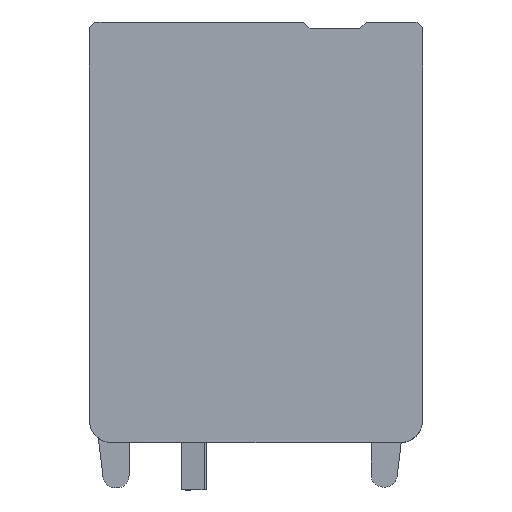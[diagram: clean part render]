
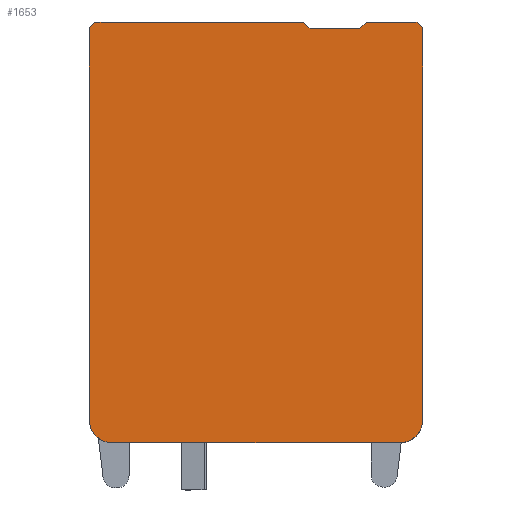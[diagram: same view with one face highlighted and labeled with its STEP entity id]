
A CAD part, left-side view. The second image highlights one B-rep face of the part: STEP entity #1653.
In plain terms, the highlighted planar face has unit normal (-1, 0, 0).
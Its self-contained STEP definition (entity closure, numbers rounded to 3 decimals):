
#1565=AXIS2_PLACEMENT_3D('Plane Axis2P3D',#1562,#1563,#1564) ;
#826=CARTESIAN_POINT('Vertex',(0.,42.,6.4)) ;
#842=CARTESIAN_POINT('Vertex',(0.,3.,6.4)) ;
#845=CARTESIAN_POINT('Line Origine',(0.,22.5,6.4)) ;
#882=CARTESIAN_POINT('Vertex',(0.,0.,9.4)) ;
#886=CARTESIAN_POINT('Control Point',(0.,0.,9.4)) ;
#887=CARTESIAN_POINT('Control Point',(0.,0.,8.458)) ;
#888=CARTESIAN_POINT('Control Point',(0.,0.369,7.514)) ;
#889=CARTESIAN_POINT('Control Point',(0.,1.114,6.769)) ;
#890=CARTESIAN_POINT('Control Point',(0.,2.058,6.4)) ;
#891=CARTESIAN_POINT('Control Point',(0.,3.,6.4)) ;
#906=CARTESIAN_POINT('Line Origine',(0.,0.,31.288)) ;
#910=CARTESIAN_POINT('Vertex',(0.,0.,53.177)) ;
#938=CARTESIAN_POINT('Vertex',(0.,0.,62.47)) ;
#941=CARTESIAN_POINT('Line Origine',(0.,0.,57.823)) ;
#973=CARTESIAN_POINT('Vertex',(0.,0.75,63.22)) ;
#976=CARTESIAN_POINT('Line Origine',(0.,0.375,62.845)) ;
#1562=CARTESIAN_POINT('Axis2P3D Location',(0.,44.,6.4)) ;
#1568=CARTESIAN_POINT('Control Point',(0.,45.,53.177)) ;
#1569=CARTESIAN_POINT('Control Point',(0.,45.,44.421)) ;
#1570=CARTESIAN_POINT('Control Point',(0.,45.,35.666)) ;
#1571=CARTESIAN_POINT('Control Point',(0.,45.,26.911)) ;
#1572=CARTESIAN_POINT('Control Point',(0.,45.,18.155)) ;
#1573=CARTESIAN_POINT('Control Point',(0.,45.,9.4)) ;
#1574=CARTESIAN_POINT('Vertex',(0.,45.,53.177)) ;
#1576=CARTESIAN_POINT('Vertex',(0.,45.,9.4)) ;
#1580=CARTESIAN_POINT('Control Point',(0.,45.,9.4)) ;
#1581=CARTESIAN_POINT('Control Point',(0.,45.,8.458)) ;
#1582=CARTESIAN_POINT('Control Point',(0.,44.631,7.514)) ;
#1583=CARTESIAN_POINT('Control Point',(0.,43.886,6.769)) ;
#1584=CARTESIAN_POINT('Control Point',(0.,42.942,6.4)) ;
#1585=CARTESIAN_POINT('Control Point',(0.,42.,6.4)) ;
#1587=CARTESIAN_POINT('Line Origine',(0.,4.175,63.22)) ;
#1591=CARTESIAN_POINT('Vertex',(0.,7.6,63.22)) ;
#1594=CARTESIAN_POINT('Line Origine',(0.,8.05,62.77)) ;
#1598=CARTESIAN_POINT('Vertex',(0.,8.5,62.32)) ;
#1601=CARTESIAN_POINT('Line Origine',(0.,11.85,62.32)) ;
#1605=CARTESIAN_POINT('Vertex',(0.,15.2,62.32)) ;
#1608=CARTESIAN_POINT('Line Origine',(0.,15.65,62.77)) ;
#1612=CARTESIAN_POINT('Vertex',(0.,16.1,63.22)) ;
#1615=CARTESIAN_POINT('Line Origine',(0.,30.175,63.22)) ;
#1619=CARTESIAN_POINT('Vertex',(0.,44.25,63.22)) ;
#1622=CARTESIAN_POINT('Line Origine',(0.,44.625,62.845)) ;
#1626=CARTESIAN_POINT('Vertex',(0.,45.,62.47)) ;
#1630=CARTESIAN_POINT('Control Point',(0.,45.,62.47)) ;
#1631=CARTESIAN_POINT('Control Point',(0.,45.,60.611)) ;
#1632=CARTESIAN_POINT('Control Point',(0.,45.,58.753)) ;
#1633=CARTESIAN_POINT('Control Point',(0.,45.,56.894)) ;
#1634=CARTESIAN_POINT('Control Point',(0.,45.,55.035)) ;
#1635=CARTESIAN_POINT('Control Point',(0.,45.,53.177)) ;
#846=DIRECTION('Vector Direction',(0.,-1.,0.)) ;
#907=DIRECTION('Vector Direction',(0.,0.,1.)) ;
#942=DIRECTION('Vector Direction',(0.,0.,1.)) ;
#977=DIRECTION('Vector Direction',(0.,-0.707,-0.707)) ;
#1563=DIRECTION('Axis2P3D Direction',(-1.,0.,0.)) ;
#1564=DIRECTION('Axis2P3D XDirection',(0.,1.,0.)) ;
#1588=DIRECTION('Vector Direction',(0.,1.,0.)) ;
#1595=DIRECTION('Vector Direction',(0.,0.707,-0.707)) ;
#1602=DIRECTION('Vector Direction',(0.,1.,0.)) ;
#1609=DIRECTION('Vector Direction',(0.,0.707,0.707)) ;
#1616=DIRECTION('Vector Direction',(0.,1.,0.)) ;
#1623=DIRECTION('Vector Direction',(0.,-0.707,0.707)) ;
#847=VECTOR('Line Direction',#846,1.) ;
#908=VECTOR('Line Direction',#907,1.) ;
#943=VECTOR('Line Direction',#942,1.) ;
#978=VECTOR('Line Direction',#977,1.) ;
#1589=VECTOR('Line Direction',#1588,1.) ;
#1596=VECTOR('Line Direction',#1595,1.) ;
#1603=VECTOR('Line Direction',#1602,1.) ;
#1610=VECTOR('Line Direction',#1609,1.) ;
#1617=VECTOR('Line Direction',#1616,1.) ;
#1624=VECTOR('Line Direction',#1623,1.) ;
#1638=ORIENTED_EDGE('',*,*,#1578,.T.) ;
#1639=ORIENTED_EDGE('',*,*,#1586,.T.) ;
#1640=ORIENTED_EDGE('',*,*,#849,.T.) ;
#1641=ORIENTED_EDGE('',*,*,#892,.T.) ;
#1642=ORIENTED_EDGE('',*,*,#912,.T.) ;
#1643=ORIENTED_EDGE('',*,*,#945,.T.) ;
#1644=ORIENTED_EDGE('',*,*,#980,.F.) ;
#1645=ORIENTED_EDGE('',*,*,#1593,.T.) ;
#1646=ORIENTED_EDGE('',*,*,#1600,.T.) ;
#1647=ORIENTED_EDGE('',*,*,#1607,.T.) ;
#1648=ORIENTED_EDGE('',*,*,#1614,.T.) ;
#1649=ORIENTED_EDGE('',*,*,#1621,.T.) ;
#1650=ORIENTED_EDGE('',*,*,#1628,.F.) ;
#1651=ORIENTED_EDGE('',*,*,#1636,.T.) ;
#1653=ADVANCED_FACE('ABLEITER',(#1652),#1566,.T.) ;
#885=B_SPLINE_CURVE_WITH_KNOTS('',5,(#886,#887,#888,#889,#890,#891),.UNSPECIFIED.,.F.,.U.,(6,6),(158.979,163.692),.UNSPECIFIED.) ;
#1567=B_SPLINE_CURVE_WITH_KNOTS('',5,(#1568,#1569,#1570,#1571,#1572,#1573),.UNSPECIFIED.,.F.,.U.,(6,6),(10.173,53.95),.UNSPECIFIED.) ;
#1579=B_SPLINE_CURVE_WITH_KNOTS('',5,(#1580,#1581,#1582,#1583,#1584,#1585),.UNSPECIFIED.,.F.,.U.,(6,6),(0.,4.965),.UNSPECIFIED.) ;
#1629=B_SPLINE_CURVE_WITH_KNOTS('',5,(#1630,#1631,#1632,#1633,#1634,#1635),.UNSPECIFIED.,.F.,.U.,(6,6),(0.65,9.943),.UNSPECIFIED.) ;
#849=EDGE_CURVE('',#827,#843,#848,.T.) ;
#892=EDGE_CURVE('',#843,#883,#885,.F.) ;
#912=EDGE_CURVE('',#883,#911,#909,.T.) ;
#945=EDGE_CURVE('',#911,#939,#944,.T.) ;
#980=EDGE_CURVE('',#974,#939,#979,.T.) ;
#1578=EDGE_CURVE('',#1575,#1577,#1567,.T.) ;
#1586=EDGE_CURVE('',#1577,#827,#1579,.T.) ;
#1593=EDGE_CURVE('',#974,#1592,#1590,.T.) ;
#1600=EDGE_CURVE('',#1592,#1599,#1597,.T.) ;
#1607=EDGE_CURVE('',#1599,#1606,#1604,.T.) ;
#1614=EDGE_CURVE('',#1606,#1613,#1611,.T.) ;
#1621=EDGE_CURVE('',#1613,#1620,#1618,.T.) ;
#1628=EDGE_CURVE('',#1627,#1620,#1625,.T.) ;
#1636=EDGE_CURVE('',#1627,#1575,#1629,.T.) ;
#1637=EDGE_LOOP('',(#1638,#1639,#1640,#1641,#1642,#1643,#1644,#1645,#1646,#1647,#1648,#1649,#1650,#1651)) ;
#1652=FACE_OUTER_BOUND('',#1637,.T.) ;
#848=LINE('Line',#845,#847) ;
#909=LINE('Line',#906,#908) ;
#944=LINE('Line',#941,#943) ;
#979=LINE('Line',#976,#978) ;
#1590=LINE('Line',#1587,#1589) ;
#1597=LINE('Line',#1594,#1596) ;
#1604=LINE('Line',#1601,#1603) ;
#1611=LINE('Line',#1608,#1610) ;
#1618=LINE('Line',#1615,#1617) ;
#1625=LINE('Line',#1622,#1624) ;
#1566=PLANE('',#1565) ;
#827=VERTEX_POINT('',#826) ;
#843=VERTEX_POINT('',#842) ;
#883=VERTEX_POINT('',#882) ;
#911=VERTEX_POINT('',#910) ;
#939=VERTEX_POINT('',#938) ;
#974=VERTEX_POINT('',#973) ;
#1575=VERTEX_POINT('',#1574) ;
#1577=VERTEX_POINT('',#1576) ;
#1592=VERTEX_POINT('',#1591) ;
#1599=VERTEX_POINT('',#1598) ;
#1606=VERTEX_POINT('',#1605) ;
#1613=VERTEX_POINT('',#1612) ;
#1620=VERTEX_POINT('',#1619) ;
#1627=VERTEX_POINT('',#1626) ;
